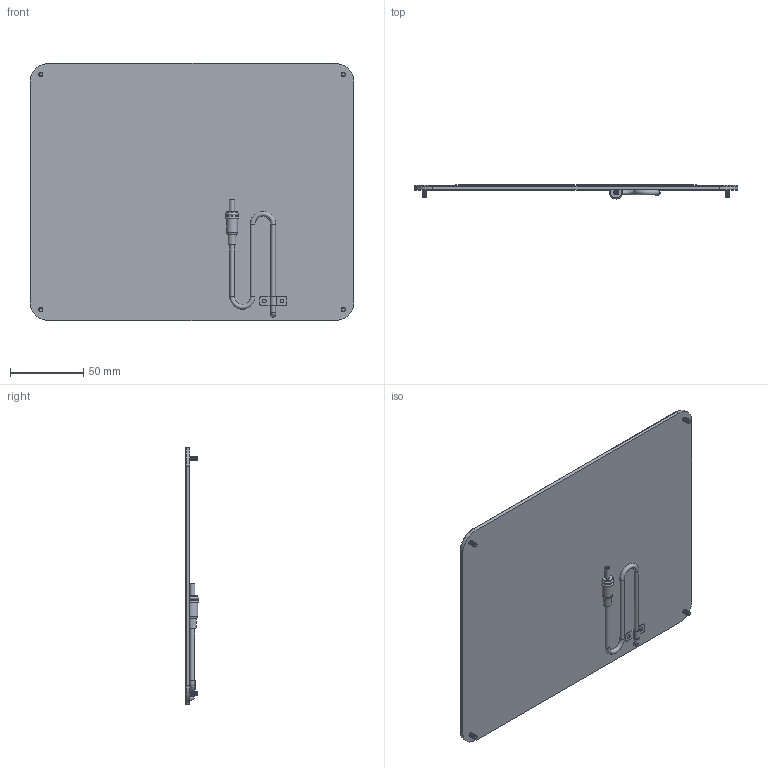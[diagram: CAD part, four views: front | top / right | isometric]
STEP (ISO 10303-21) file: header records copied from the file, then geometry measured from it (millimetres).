
FILE_DESCRIPTION(/* description */ (''),/* implementation_level */ '2;1');
FILE_NAME(/* name */ 'P106.stp',/* time_stamp */ '2020-12-03T09:55:46-08:00',/* author */ ('splic'),/* organization */ (''),/* preprocessor_version */ 'ST-DEVELOPER v18.1',/* originating_system */ 'Autodesk Inventor 2021',/* authorisation */ '');
FILE_SCHEMA (('AUTOMOTIVE_DESIGN { 1 0 10303 214 3 1 1 }'));
Length unit declared in the file: millimetre
Products named in the file (7): 6W_6V_CURRENT_3D_Assembly; 6w 6v Panel; Strain Relief; 4-40 8mm SS316 Panel Screw; Wire 17 w M3511 (2 Bends).ipt; 3.2mm Wire (2 Bends); M3511 Plug
Assembly tree (9 placements, depth 3):
  6W_6V_CURRENT_3D_Assembly
    6w 6v Panel
    Strain Relief
    4-40 8mm SS316 Panel Screw  x4
    Wire 17 w M3511 (2 Bends).ipt
      3.2mm Wire (2 Bends)
      M3511 Plug
Bounding box: 220.5 x 9.4 x 175 mm (x, y, z)
Volume: 124868.4 mm3; surface area: 83426.1 mm2
Topology: 8 solids, 8 shells, 374 faces, 1030 edges, 680 vertices
Faces by surface type: plane 216, cylinder 129, torus 10, bspline 10, cone 9
Full cylindrical faces by diameter (mm): 1.5 x1, 2.088 x40, 2.1 x4, 2.5 x2, 2.781 x44, 3.2 x3, 3.3 x1, 3.5 x1, 5 x4, 7.5 x3
Entity records: 19253 total; most frequent: CARTESIAN_POINT 12220, ORIENTED_EDGE 1432, DIRECTION 1326, EDGE_CURVE 716, LINE 546, VECTOR 546, VERTEX_POINT 473, AXIS2_PLACEMENT_3D 390
